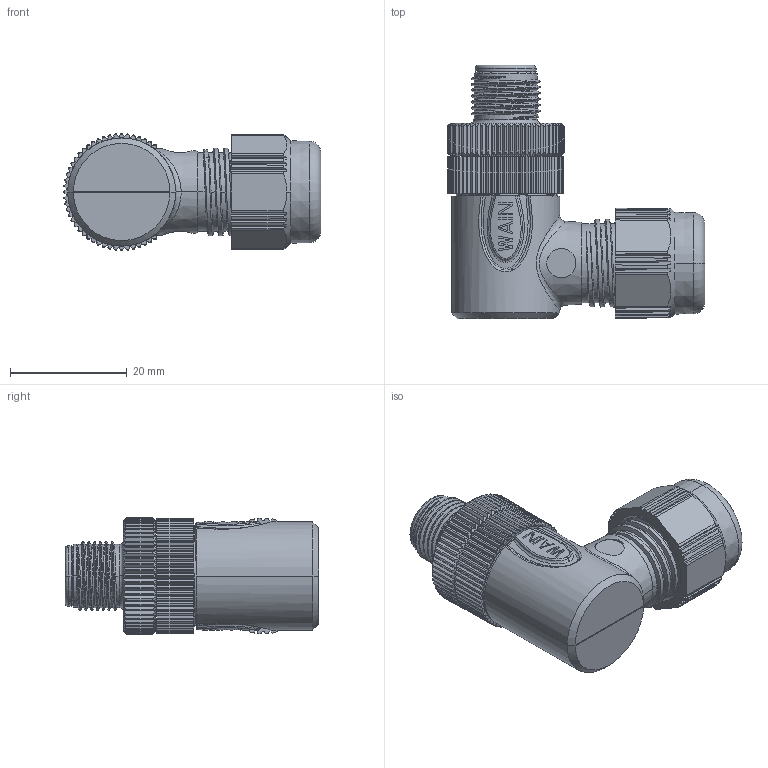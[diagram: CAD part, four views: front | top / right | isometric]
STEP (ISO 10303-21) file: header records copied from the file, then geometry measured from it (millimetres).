
FILE_DESCRIPTION((''),'2;1');
FILE_NAME('PRT0001','2021-01-05T',('zh.su'),(''),'PRO/ENGINEER BY PARAMETRIC TECHNOLOGY CORPORATION, 2012480','PRO/ENGINEER BY PARAMETRIC TECHNOLOGY CORPORATION, 2012480','');
FILE_SCHEMA(('CONFIG_CONTROL_DESIGN'));
Length unit declared in the file: millimetre
Products named in the file (1): PRT0001
Bounding box: 44.08 x 43.38 x 20 mm (x, y, z)
Volume: 15051.4 mm3; surface area: 6455.9 mm2
Topology: 1 solids, 7 shells, 1045 faces, 2694 edges, 1691 vertices
Faces by surface type: plane 463, cylinder 322, cone 191, bspline 40, torus 14, sphere 8, extrusion 7
Entity records: 41178 total; most frequent: CARTESIAN_POINT 16960, ORIENTED_EDGE 5372, DIRECTION 4563, EDGE_CURVE 2686, VERTEX_POINT 1691, AXIS2_PLACEMENT_3D 1666, VECTOR 1231, LINE 1224
